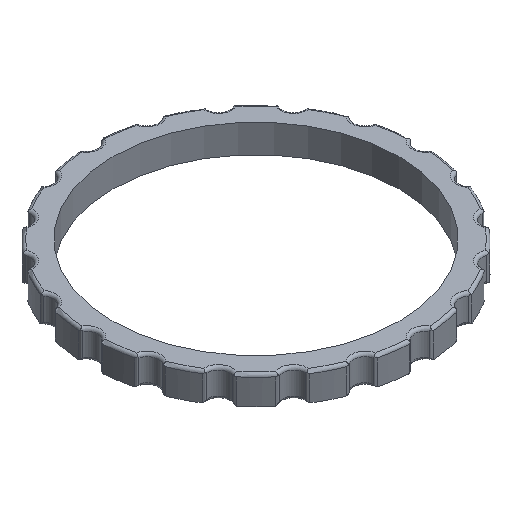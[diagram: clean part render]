
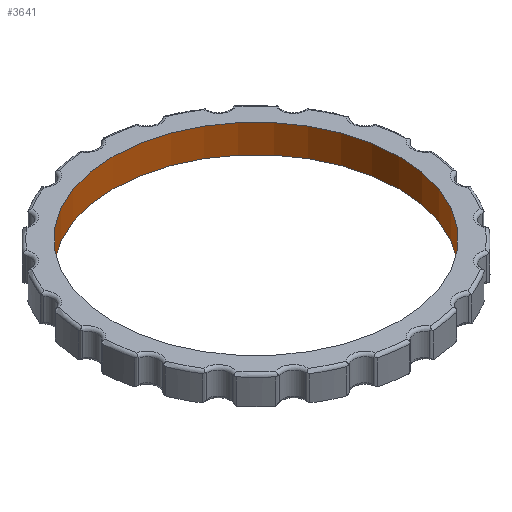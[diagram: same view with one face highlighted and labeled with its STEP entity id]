
A CAD part, isometric view. The second image highlights one B-rep face of the part: STEP entity #3641.
In plain terms, the highlighted cylindrical face has radius 25.4 mm (diameter 50.8 mm), a full revolution.
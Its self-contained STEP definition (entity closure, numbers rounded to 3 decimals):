
#627 = EDGE_CURVE('',#628,#628,#630,.T.);
#628 = VERTEX_POINT('',#629);
#629 = CARTESIAN_POINT('',(25.4,0.,0.));
#630 = CIRCLE('',#631,25.4);
#631 = AXIS2_PLACEMENT_3D('',#632,#633,#634);
#632 = CARTESIAN_POINT('',(0.,0.,0.));
#633 = DIRECTION('',(0.,0.,1.));
#634 = DIRECTION('',(1.,0.,0.));
#3641 = ADVANCED_FACE('',(#3642),#3661,.F.);
#3642 = FACE_BOUND('',#3643,.T.);
#3643 = EDGE_LOOP('',(#3644,#3652,#3659,#3660));
#3644 = ORIENTED_EDGE('',*,*,#3645,.T.);
#3645 = EDGE_CURVE('',#628,#3646,#3648,.T.);
#3646 = VERTEX_POINT('',#3647);
#3647 = CARTESIAN_POINT('',(25.4,0.,5.));
#3648 = LINE('',#3649,#3650);
#3649 = CARTESIAN_POINT('',(25.4,0.,0.));
#3650 = VECTOR('',#3651,1.);
#3651 = DIRECTION('',(0.,0.,1.));
#3652 = ORIENTED_EDGE('',*,*,#3653,.T.);
#3653 = EDGE_CURVE('',#3646,#3646,#3654,.T.);
#3654 = CIRCLE('',#3655,25.4);
#3655 = AXIS2_PLACEMENT_3D('',#3656,#3657,#3658);
#3656 = CARTESIAN_POINT('',(0.,0.,5.));
#3657 = DIRECTION('',(0.,0.,1.));
#3658 = DIRECTION('',(1.,0.,0.));
#3659 = ORIENTED_EDGE('',*,*,#3645,.F.);
#3660 = ORIENTED_EDGE('',*,*,#627,.F.);
#3661 = CYLINDRICAL_SURFACE('',#3662,25.4);
#3662 = AXIS2_PLACEMENT_3D('',#3663,#3664,#3665);
#3663 = CARTESIAN_POINT('',(0.,0.,0.));
#3664 = DIRECTION('',(-0.,-0.,-1.));
#3665 = DIRECTION('',(1.,0.,0.));
